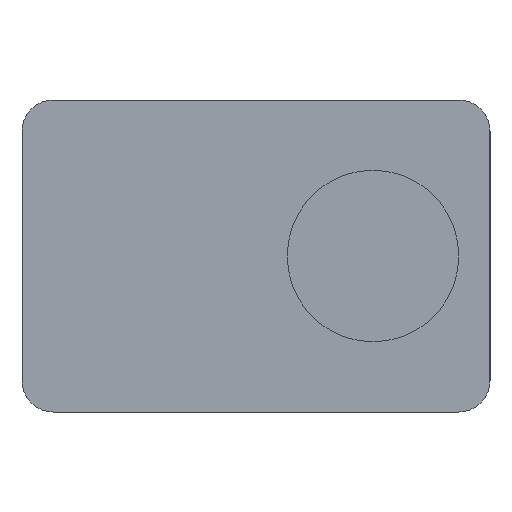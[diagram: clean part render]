
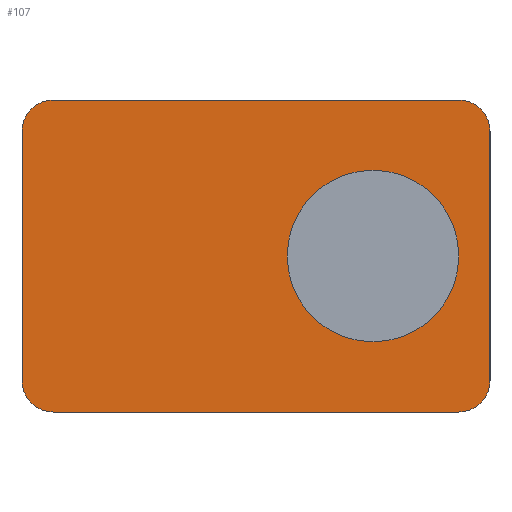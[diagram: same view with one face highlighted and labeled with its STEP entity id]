
A CAD part, left-side view. The second image highlights one B-rep face of the part: STEP entity #107.
In plain terms, the highlighted planar face has unit normal (-1, 0, 0).
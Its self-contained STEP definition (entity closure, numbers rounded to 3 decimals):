
#107=ADVANCED_FACE('',(#305,#307),#309,.T.);
#305=FACE_BOUND('',#306,.T.);
#306=EDGE_LOOP('',(#457,#458,#459,#460,#461,#462,#463,#464));
#307=FACE_BOUND('',#308,.T.);
#308=EDGE_LOOP('',(#465));
#309=PLANE('',#310);
#310=AXIS2_PLACEMENT_3D('',#311,#312,#313);
#311=CARTESIAN_POINT('',(-20.,7.5,-5.));
#312=DIRECTION('',(-1.,0.,0.));
#313=DIRECTION('',(0.,-1.,0.));
#457=ORIENTED_EDGE('',*,*,#535,.F.);
#458=ORIENTED_EDGE('',*,*,#536,.F.);
#459=ORIENTED_EDGE('',*,*,#537,.F.);
#460=ORIENTED_EDGE('',*,*,#520,.T.);
#461=ORIENTED_EDGE('',*,*,#538,.F.);
#462=ORIENTED_EDGE('',*,*,#532,.T.);
#463=ORIENTED_EDGE('',*,*,#539,.F.);
#464=ORIENTED_EDGE('',*,*,#540,.F.);
#465=ORIENTED_EDGE('',*,*,#541,.T.);
#520=EDGE_CURVE('',#558,#562,#564,.T.);
#532=EDGE_CURVE('',#588,#585,#589,.T.);
#535=EDGE_CURVE('',#593,#594,#595,.F.);
#536=EDGE_CURVE('',#596,#593,#597,.T.);
#537=EDGE_CURVE('',#558,#596,#598,.F.);
#538=EDGE_CURVE('',#588,#562,#599,.F.);
#539=EDGE_CURVE('',#600,#585,#601,.F.);
#540=EDGE_CURVE('',#594,#600,#602,.T.);
#541=EDGE_CURVE('',#603,#603,#604,.F.);
#558=VERTEX_POINT('',#630);
#562=VERTEX_POINT('',#638);
#564=LINE('',#642,#643);
#585=VERTEX_POINT('',#695);
#588=VERTEX_POINT('',#700);
#589=LINE('',#701,#702);
#593=VERTEX_POINT('',#711);
#594=VERTEX_POINT('',#712);
#595=CIRCLE('',#713,1.);
#596=VERTEX_POINT('',#717);
#597=LINE('',#718,#719);
#598=CIRCLE('',#721,1.);
#599=CIRCLE('',#725,1.);
#600=VERTEX_POINT('',#729);
#601=CIRCLE('',#730,1.);
#602=LINE('',#734,#735);
#603=VERTEX_POINT('',#737);
#604=CIRCLE('',#738,2.75);
#630=CARTESIAN_POINT('',(-20.,6.5,-5.));
#638=CARTESIAN_POINT('',(-20.,-6.5,-5.));
#642=CARTESIAN_POINT('',(-20.,6.5,-5.));
#643=VECTOR('',#644,1.);
#644=DIRECTION('',(0.,-1.,0.));
#695=CARTESIAN_POINT('',(-20.,-7.5,4.));
#700=CARTESIAN_POINT('',(-20.,-7.5,-4.));
#701=CARTESIAN_POINT('',(-20.,-7.5,-4.));
#702=VECTOR('',#703,1.);
#703=DIRECTION('',(0.,0.,1.));
#711=CARTESIAN_POINT('',(-20.,7.5,4.));
#712=CARTESIAN_POINT('',(-20.,6.5,5.));
#713=AXIS2_PLACEMENT_3D('',#714,#715,#716);
#714=CARTESIAN_POINT('',(-20.,6.5,4.));
#715=DIRECTION('',(-1.,0.,0.));
#716=DIRECTION('',(0.,0.,1.));
#717=CARTESIAN_POINT('',(-20.,7.5,-4.));
#718=CARTESIAN_POINT('',(-20.,7.5,-4.));
#719=VECTOR('',#720,1.);
#720=DIRECTION('',(0.,0.,1.));
#721=AXIS2_PLACEMENT_3D('',#722,#723,#724);
#722=CARTESIAN_POINT('',(-20.,6.5,-4.));
#723=DIRECTION('',(-1.,0.,0.));
#724=DIRECTION('',(0.,1.,0.));
#725=AXIS2_PLACEMENT_3D('',#726,#727,#728);
#726=CARTESIAN_POINT('',(-20.,-6.5,-4.));
#727=DIRECTION('',(-1.,0.,0.));
#728=DIRECTION('',(0.,0.,-1.));
#729=CARTESIAN_POINT('',(-20.,-6.5,5.));
#730=AXIS2_PLACEMENT_3D('',#731,#732,#733);
#731=CARTESIAN_POINT('',(-20.,-6.5,4.));
#732=DIRECTION('',(-1.,0.,0.));
#733=DIRECTION('',(0.,-1.,0.));
#734=CARTESIAN_POINT('',(-20.,6.5,5.));
#735=VECTOR('',#736,1.);
#736=DIRECTION('',(0.,-1.,0.));
#737=CARTESIAN_POINT('',(-20.,-3.75,-2.75));
#738=AXIS2_PLACEMENT_3D('',#739,#740,#741);
#739=CARTESIAN_POINT('',(-20.,-3.75,0.));
#740=DIRECTION('',(-1.,0.,0.));
#741=DIRECTION('',(0.,-0.,-1.));
